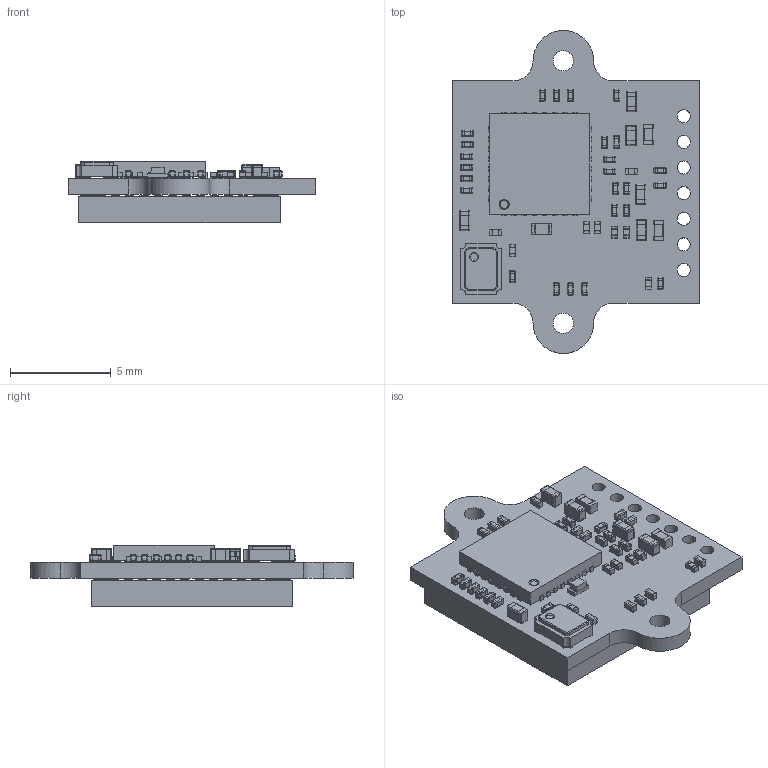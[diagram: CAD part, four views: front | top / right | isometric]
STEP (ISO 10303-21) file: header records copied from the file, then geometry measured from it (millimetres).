
FILE_DESCRIPTION(('KiCad electronic assembly'),'2;1');
FILE_NAME('cMOS_PCB.step','2021-03-08T15:04:28',('An Author'),( 'A Company'),'Open CASCADE STEP processor 6.9', 'KiCad to STEP converter','Unknown');
FILE_SCHEMA(('AUTOMOTIVE_DESIGN { 1 0 10303 214 1 1 1 1 }'));
Length unit declared in the file: millimetre
Products named in the file (22): Open CASCADE STEP translator 6.9 1; iLCC48P70_1000X1000X135L80X40N; COMPOUND; R_0201_0603Metric_ERJ_L; LED_0402_1005Metric; SOLID; C_0201_0603Metric_L; QFN_33_P50_500X500X80L40X24T310L; C_0402_1005Metric_L; C_0402_1005Metric; C_0201_0603Metric; L_0402_1005Metric; OSC_CC250X200X80L70X75L
Assembly tree (70 placements, depth 3):
  Open CASCADE STEP translator 6.9 1
    iLCC48P70_1000X1000X135L80X40N
      COMPOUND
    R_0201_0603Metric_ERJ_L  x8
      COMPOUND
    LED_0402_1005Metric
      SOLID
    C_0201_0603Metric_L  x25
      COMPOUND
    QFN_33_P50_500X500X80L40X24T310L
      COMPOUND
    C_0402_1005Metric_L  x5
      COMPOUND
    C_0402_1005Metric  x3
      SOLID
    C_0201_0603Metric  x10
      SOLID
    L_0402_1005Metric  x4
      SOLID
    OSC_CC250X200X80L70X75L
      COMPOUND
    COMPOUND
Bounding box: 12.25 x 16 x 3.04 mm (x, y, z)
Volume: 273.2 mm3; surface area: 848.1 mm2
Topology: 229 solids, 229 shells, 3218 faces, 7376 edges, 4352 vertices
Faces by surface type: plane 1797, cylinder 1107, sphere 304, torus 10
Full cylindrical faces by diameter (mm): 0.65 x7, 1 x2
Entity records: 65232 total; most frequent: CARTESIAN_POINT 11743, DIRECTION 8699, LINE 5914, VECTOR 5914, ORIENTED_EDGE 4344, PCURVE 4344, DEFINITIONAL_REPRESENTATION 4344, EDGE_CURVE 2172
